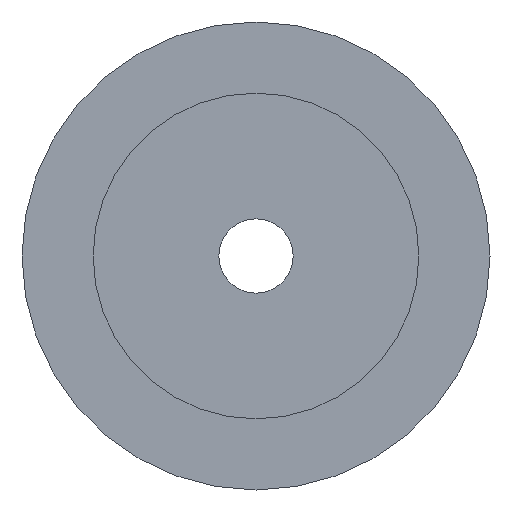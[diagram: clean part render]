
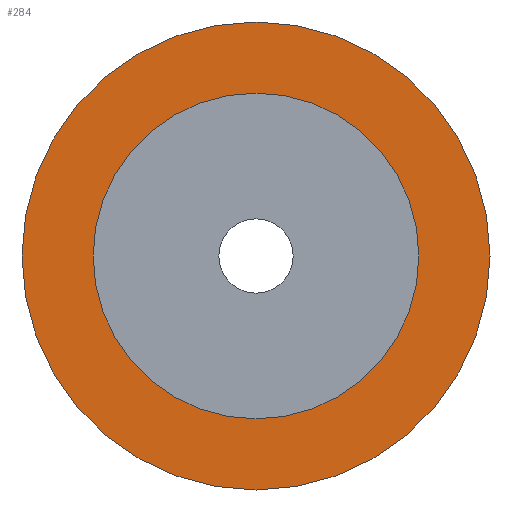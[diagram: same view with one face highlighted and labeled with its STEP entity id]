
A CAD part, front view. The second image highlights one B-rep face of the part: STEP entity #284.
In plain terms, the highlighted planar face has unit normal (0, -1, 0).
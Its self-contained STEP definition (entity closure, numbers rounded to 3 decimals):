
#18=FACE_BOUND('',#84,.T.);
#31=CIRCLE('',#320,37.5);
#32=CIRCLE('',#321,37.5);
#45=CIRCLE('',#342,26.1);
#46=CIRCLE('',#343,26.1);
#65=FACE_OUTER_BOUND('',#83,.T.);
#83=EDGE_LOOP('',(#258,#259));
#84=EDGE_LOOP('',(#260,#261));
#126=VERTEX_POINT('',#482);
#127=VERTEX_POINT('',#484);
#140=VERTEX_POINT('',#523);
#141=VERTEX_POINT('',#525);
#161=EDGE_CURVE('',#126,#127,#31,.T.);
#162=EDGE_CURVE('',#127,#126,#32,.T.);
#180=EDGE_CURVE('',#141,#140,#45,.T.);
#181=EDGE_CURVE('',#140,#141,#46,.T.);
#258=ORIENTED_EDGE('',*,*,#162,.F.);
#259=ORIENTED_EDGE('',*,*,#161,.F.);
#260=ORIENTED_EDGE('',*,*,#180,.T.);
#261=ORIENTED_EDGE('',*,*,#181,.T.);
#269=PLANE('',#344);
#284=ADVANCED_FACE('',(#65,#18),#269,.T.);
#320=AXIS2_PLACEMENT_3D('',#485,#385,#386);
#321=AXIS2_PLACEMENT_3D('',#486,#387,#388);
#342=AXIS2_PLACEMENT_3D('',#526,#434,#435);
#343=AXIS2_PLACEMENT_3D('',#527,#436,#437);
#344=AXIS2_PLACEMENT_3D('',#528,#438,#439);
#385=DIRECTION('center_axis',(0.,1.,0.));
#386=DIRECTION('ref_axis',(1.,0.,0.));
#387=DIRECTION('center_axis',(0.,1.,0.));
#388=DIRECTION('ref_axis',(1.,0.,0.));
#434=DIRECTION('center_axis',(0.,1.,0.));
#435=DIRECTION('ref_axis',(1.,0.,0.));
#436=DIRECTION('center_axis',(0.,1.,0.));
#437=DIRECTION('ref_axis',(1.,0.,0.));
#438=DIRECTION('center_axis',(0.,-1.,0.));
#439=DIRECTION('ref_axis',(0.,0.,-1.));
#482=CARTESIAN_POINT('',(37.5,0.,0.));
#484=CARTESIAN_POINT('',(-37.5,0.,0.));
#485=CARTESIAN_POINT('Origin',(0.,0.,0.));
#486=CARTESIAN_POINT('Origin',(0.,0.,0.));
#523=CARTESIAN_POINT('',(26.1,0.,0.));
#525=CARTESIAN_POINT('',(-26.1,0.,0.));
#526=CARTESIAN_POINT('Origin',(0.,0.,0.));
#527=CARTESIAN_POINT('Origin',(0.,0.,0.));
#528=CARTESIAN_POINT('Origin',(-37.5,0.,0.));
